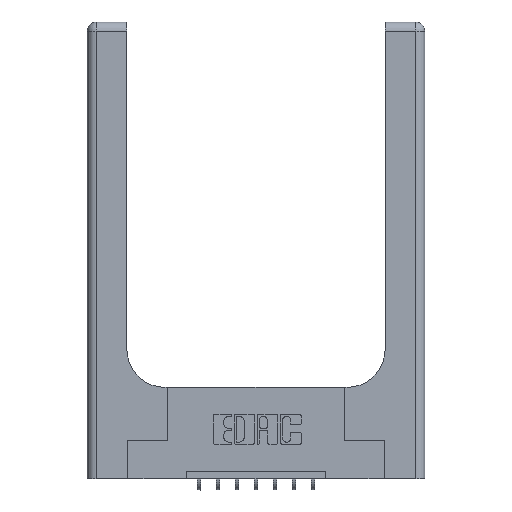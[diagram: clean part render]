
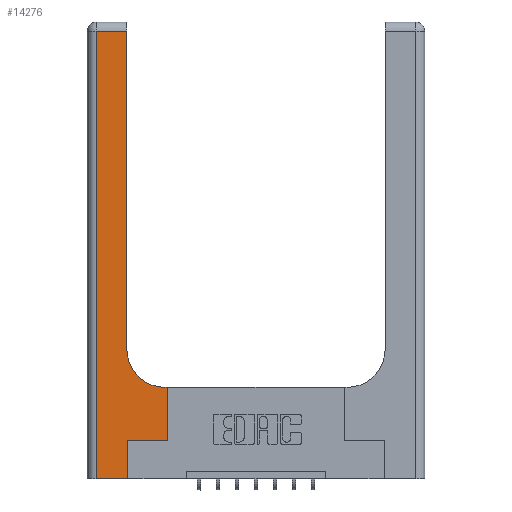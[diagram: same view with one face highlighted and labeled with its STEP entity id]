
A CAD part, top view. The second image highlights one B-rep face of the part: STEP entity #14276.
In plain terms, the highlighted planar face has unit normal (0, 0, 1).
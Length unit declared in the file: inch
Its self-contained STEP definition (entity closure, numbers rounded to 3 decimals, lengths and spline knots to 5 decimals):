
#218 = CARTESIAN_POINT ( 'NONE',  ( 0.528, 0.25, 0.37 ) ) ;
#435 = LINE ( 'NONE', #3636, #9118 ) ;
#454 = CARTESIAN_POINT ( 'NONE',  ( 0.265, 0.25, 0.37 ) ) ;
#500 = VERTEX_POINT ( 'NONE', #12374 ) ;
#662 = DIRECTION ( 'NONE',  ( 1., 0., 0. ) ) ;
#933 = VECTOR ( 'NONE', #5546, 39.37008 ) ;
#1218 = PLANE ( 'NONE',  #1399 ) ;
#1399 = AXIS2_PLACEMENT_3D ( 'NONE', #9021, #7835, #4419 ) ;
#1795 = EDGE_CURVE ( 'NONE', #3063, #7811, #10255, .T. ) ;
#1805 = DIRECTION ( 'NONE',  ( 0., 1., 0. ) ) ;
#1923 = CIRCLE ( 'NONE', #7647, 0.25 ) ;
#2140 = VERTEX_POINT ( 'NONE', #10520 ) ;
#2190 = CARTESIAN_POINT ( 'NONE',  ( 0.06, 3., 0.37 ) ) ;
#2436 = CARTESIAN_POINT ( 'NONE',  ( 0.26, 2.94, 0.37 ) ) ;
#2769 = CARTESIAN_POINT ( 'NONE',  ( 0., 0., 0.37 ) ) ;
#3063 = VERTEX_POINT ( 'NONE', #4511 ) ;
#3243 = LINE ( 'NONE', #7772, #12192 ) ;
#3536 = EDGE_LOOP ( 'NONE', ( #3755, #11418, #11926, #5682, #7242, #13546, #8890, #13505, #7862 ) ) ;
#3636 = CARTESIAN_POINT ( 'NONE',  ( 0., 2.94, 0.37 ) ) ;
#3755 = ORIENTED_EDGE ( 'NONE', *, *, #4471, .T. ) ;
#4419 = DIRECTION ( 'NONE',  ( -1., 0., 0. ) ) ;
#4471 = EDGE_CURVE ( 'NONE', #11231, #8659, #3243, .T. ) ;
#4511 = CARTESIAN_POINT ( 'NONE',  ( 0.265, 0., 0.37 ) ) ;
#4521 = LINE ( 'NONE', #4675, #12148 ) ;
#4675 = CARTESIAN_POINT ( 'NONE',  ( 0.528, 0.25, 0.37 ) ) ;
#4709 = LINE ( 'NONE', #454, #14731 ) ;
#4844 = VECTOR ( 'NONE', #7275, 39.37008 ) ;
#4939 = DIRECTION ( 'NONE',  ( 1., 0., 0. ) ) ;
#5427 = EDGE_CURVE ( 'NONE', #500, #2140, #13281, .T. ) ;
#5546 = DIRECTION ( 'NONE',  ( 0., -1., 0. ) ) ;
#5682 = ORIENTED_EDGE ( 'NONE', *, *, #6706, .T. ) ;
#6331 = CARTESIAN_POINT ( 'NONE',  ( 0.06, 0., 0.37 ) ) ;
#6491 = EDGE_CURVE ( 'NONE', #2140, #11231, #1923, .T. ) ;
#6690 = VERTEX_POINT ( 'NONE', #6331 ) ;
#6706 = EDGE_CURVE ( 'NONE', #6690, #3063, #10894, .T. ) ;
#7242 = ORIENTED_EDGE ( 'NONE', *, *, #1795, .T. ) ;
#7275 = DIRECTION ( 'NONE',  ( -1., 0., 0. ) ) ;
#7647 = AXIS2_PLACEMENT_3D ( 'NONE', #12404, #7900, #13662 ) ;
#7772 = CARTESIAN_POINT ( 'NONE',  ( 0.26, 3., 0.37 ) ) ;
#7811 = VERTEX_POINT ( 'NONE', #14509 ) ;
#7835 = DIRECTION ( 'NONE',  ( 0., 0., -1. ) ) ;
#7862 = ORIENTED_EDGE ( 'NONE', *, *, #6491, .T. ) ;
#7900 = DIRECTION ( 'NONE',  ( 0., 0., -1. ) ) ;
#8659 = VERTEX_POINT ( 'NONE', #2436 ) ;
#8890 = ORIENTED_EDGE ( 'NONE', *, *, #13625, .T. ) ;
#8976 = DIRECTION ( 'NONE',  ( 0., 1., 0. ) ) ;
#9021 = CARTESIAN_POINT ( 'NONE',  ( 0., 3., 0.37 ) ) ;
#9118 = VECTOR ( 'NONE', #14003, 39.37008 ) ;
#9197 = DIRECTION ( 'NONE',  ( 0., 1., 0. ) ) ;
#9818 = CARTESIAN_POINT ( 'NONE',  ( 0.26, 0.6, 0.37 ) ) ;
#10255 = LINE ( 'NONE', #12363, #13548 ) ;
#10414 = VERTEX_POINT ( 'NONE', #218 ) ;
#10520 = CARTESIAN_POINT ( 'NONE',  ( 0.51, 0.6, 0.37 ) ) ;
#10531 = VECTOR ( 'NONE', #662, 39.37008 ) ;
#10835 = EDGE_CURVE ( 'NONE', #8659, #14092, #435, .T. ) ;
#10894 = LINE ( 'NONE', #2769, #10531 ) ;
#11231 = VERTEX_POINT ( 'NONE', #11691 ) ;
#11418 = ORIENTED_EDGE ( 'NONE', *, *, #10835, .T. ) ;
#11691 = CARTESIAN_POINT ( 'NONE',  ( 0.26, 0.85, 0.37 ) ) ;
#11926 = ORIENTED_EDGE ( 'NONE', *, *, #14305, .T. ) ;
#12148 = VECTOR ( 'NONE', #9197, 39.37008 ) ;
#12192 = VECTOR ( 'NONE', #1805, 39.37008 ) ;
#12363 = CARTESIAN_POINT ( 'NONE',  ( 0.265, 0., 0.37 ) ) ;
#12374 = CARTESIAN_POINT ( 'NONE',  ( 0.528, 0.6, 0.37 ) ) ;
#12404 = CARTESIAN_POINT ( 'NONE',  ( 0.51, 0.85, 0.37 ) ) ;
#12718 = FACE_OUTER_BOUND ( 'NONE', #3536, .T. ) ;
#13281 = LINE ( 'NONE', #9818, #4844 ) ;
#13365 = EDGE_CURVE ( 'NONE', #7811, #10414, #4709, .T. ) ;
#13505 = ORIENTED_EDGE ( 'NONE', *, *, #5427, .T. ) ;
#13546 = ORIENTED_EDGE ( 'NONE', *, *, #13365, .T. ) ;
#13548 = VECTOR ( 'NONE', #8976, 39.37008 ) ;
#13625 = EDGE_CURVE ( 'NONE', #10414, #500, #4521, .T. ) ;
#13662 = DIRECTION ( 'NONE',  ( 1., 0., 0. ) ) ;
#13672 = LINE ( 'NONE', #2190, #933 ) ;
#14003 = DIRECTION ( 'NONE',  ( -1., 0., 0. ) ) ;
#14092 = VERTEX_POINT ( 'NONE', #14122 ) ;
#14122 = CARTESIAN_POINT ( 'NONE',  ( 0.06, 2.94, 0.37 ) ) ;
#14276 = ADVANCED_FACE ( 'NONE', ( #12718 ), #1218, .F. ) ;
#14305 = EDGE_CURVE ( 'NONE', #14092, #6690, #13672, .T. ) ;
#14509 = CARTESIAN_POINT ( 'NONE',  ( 0.265, 0.25, 0.37 ) ) ;
#14731 = VECTOR ( 'NONE', #4939, 39.37008 ) ;
